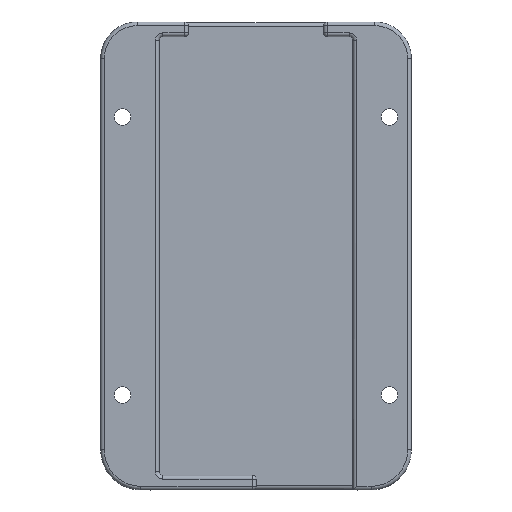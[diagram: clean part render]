
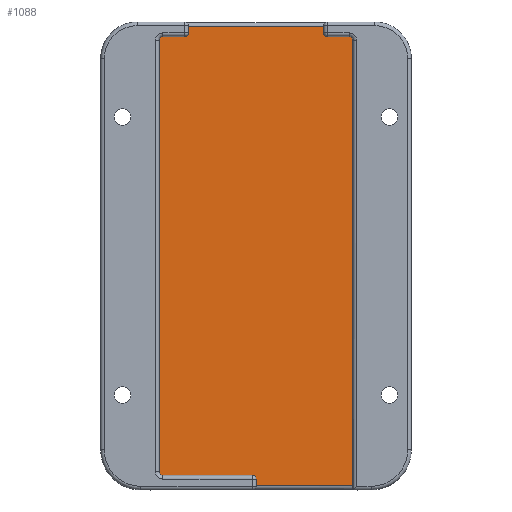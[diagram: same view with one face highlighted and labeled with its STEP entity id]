
A CAD part, front view. The second image highlights one B-rep face of the part: STEP entity #1088.
In plain terms, the highlighted planar face has unit normal (0, -1, 0).
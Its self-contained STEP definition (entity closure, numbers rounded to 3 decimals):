
#44 = CARTESIAN_POINT ( 'NONE',  ( 0., 74.5, 755.5 ) ) ;
#69 = DIRECTION ( 'NONE',  ( 0., 1., 0. ) ) ;
#82 = EDGE_CURVE ( 'NONE', #436, #1165, #3037, .T. ) ;
#91 = AXIS2_PLACEMENT_3D ( 'NONE', #1155, #2594, #911 ) ;
#107 = DIRECTION ( 'NONE',  ( 0., 0., -1. ) ) ;
#114 = CARTESIAN_POINT ( 'NONE',  ( 25.5, 74.5, 876.5 ) ) ;
#131 = AXIS2_PLACEMENT_3D ( 'NONE', #1184, #964, #1198 ) ;
#151 = EDGE_CURVE ( 'NONE', #2610, #1719, #2784, .T. ) ;
#157 = DIRECTION ( 'NONE',  ( 0., 1., 0. ) ) ;
#186 = CARTESIAN_POINT ( 'NONE',  ( -1., 74.5, 756.5 ) ) ;
#226 = CARTESIAN_POINT ( 'NONE',  ( 0., 74.5, 876.5 ) ) ;
#238 = VECTOR ( 'NONE', #2355, 1000. ) ;
#302 = EDGE_CURVE ( 'NONE', #1096, #1447, #1070, .T. ) ;
#308 = CARTESIAN_POINT ( 'NONE',  ( 18.5, 74.5, 0. ) ) ;
#323 = ORIENTED_EDGE ( 'NONE', *, *, #151, .F. ) ;
#325 = CARTESIAN_POINT ( 'NONE',  ( 26.5, 74.5, 875.5 ) ) ;
#358 = AXIS2_PLACEMENT_3D ( 'NONE', #1498, #69, #1047 ) ;
#374 = EDGE_CURVE ( 'NONE', #1035, #518, #2938, .T. ) ;
#390 = DIRECTION ( 'NONE',  ( 0., 0., 1. ) ) ;
#393 = DIRECTION ( 'NONE',  ( 0., 0., -1. ) ) ;
#418 = AXIS2_PLACEMENT_3D ( 'NONE', #1772, #2278, #390 ) ;
#436 = VERTEX_POINT ( 'NONE', #1008 ) ;
#444 = CIRCLE ( 'NONE', #843, 1. ) ;
#466 = ORIENTED_EDGE ( 'NONE', *, *, #2334, .T. ) ;
#518 = VERTEX_POINT ( 'NONE', #557 ) ;
#557 = CARTESIAN_POINT ( 'NONE',  ( -25.5, 74.5, 756.5 ) ) ;
#601 = CARTESIAN_POINT ( 'NONE',  ( 0., 74.5, 0. ) ) ;
#622 = FACE_OUTER_BOUND ( 'NONE', #2639, .T. ) ;
#676 = CARTESIAN_POINT ( 'NONE',  ( -18.5, 74.5, 879.328 ) ) ;
#688 = CARTESIAN_POINT ( 'NONE',  ( 0., 74.5, 876.5 ) ) ;
#713 = EDGE_CURVE ( 'NONE', #1462, #2153, #1667, .T. ) ;
#737 = CARTESIAN_POINT ( 'NONE',  ( -26.5, 74.5, 757.5 ) ) ;
#742 = AXIS2_PLACEMENT_3D ( 'NONE', #2028, #157, #2953 ) ;
#767 = EDGE_CURVE ( 'NONE', #1098, #2155, #887, .T. ) ;
#769 = VECTOR ( 'NONE', #1158, 1000. ) ;
#779 = ORIENTED_EDGE ( 'NONE', *, *, #767, .F. ) ;
#787 = EDGE_CURVE ( 'NONE', #1098, #1447, #960, .T. ) ;
#814 = EDGE_CURVE ( 'NONE', #436, #2153, #2656, .T. ) ;
#843 = AXIS2_PLACEMENT_3D ( 'NONE', #2922, #2493, #2214 ) ;
#871 = CARTESIAN_POINT ( 'NONE',  ( -26.5, 74.5, 875.5 ) ) ;
#878 = VERTEX_POINT ( 'NONE', #2799 ) ;
#887 = LINE ( 'NONE', #2032, #895 ) ;
#895 = VECTOR ( 'NONE', #393, 1000. ) ;
#903 = EDGE_CURVE ( 'NONE', #1971, #878, #1032, .T. ) ;
#911 = DIRECTION ( 'NONE',  ( 0., 0., 1. ) ) ;
#923 = DIRECTION ( 'NONE',  ( -1., 0., 0. ) ) ;
#960 = CIRCLE ( 'NONE', #91, 1. ) ;
#964 = DIRECTION ( 'NONE',  ( 0., -1., 0. ) ) ;
#969 = CARTESIAN_POINT ( 'NONE',  ( -18.5, 74.5, 879.328 ) ) ;
#1008 = CARTESIAN_POINT ( 'NONE',  ( 18.5, 74.5, 879.328 ) ) ;
#1032 = LINE ( 'NONE', #226, #2977 ) ;
#1033 = ORIENTED_EDGE ( 'NONE', *, *, #302, .F. ) ;
#1035 = VERTEX_POINT ( 'NONE', #737 ) ;
#1047 = DIRECTION ( 'NONE',  ( 0., 0., 1. ) ) ;
#1070 = LINE ( 'NONE', #688, #769 ) ;
#1076 = VECTOR ( 'NONE', #2811, 1000. ) ;
#1088 = ADVANCED_FACE ( 'NONE', ( #622 ), #1245, .F. ) ;
#1096 = VERTEX_POINT ( 'NONE', #2704 ) ;
#1098 = VERTEX_POINT ( 'NONE', #325 ) ;
#1124 = DIRECTION ( 'NONE',  ( 0., 0., 1. ) ) ;
#1144 = EDGE_CURVE ( 'NONE', #2713, #518, #1246, .T. ) ;
#1155 = CARTESIAN_POINT ( 'NONE',  ( 25.5, 74.5, 875.5 ) ) ;
#1158 = DIRECTION ( 'NONE',  ( 1., 0., 0. ) ) ;
#1165 = VERTEX_POINT ( 'NONE', #2135 ) ;
#1184 = CARTESIAN_POINT ( 'NONE',  ( -25.5, 74.5, 757.5 ) ) ;
#1198 = DIRECTION ( 'NONE',  ( 0., 0., 1. ) ) ;
#1218 = DIRECTION ( 'NONE',  ( 1., 0., 0. ) ) ;
#1245 = PLANE ( 'NONE',  #418 ) ;
#1246 = LINE ( 'NONE', #2081, #2433 ) ;
#1360 = CARTESIAN_POINT ( 'NONE',  ( 0., 74.5, 753.672 ) ) ;
#1373 = VECTOR ( 'NONE', #2602, 1000. ) ;
#1429 = CARTESIAN_POINT ( 'NONE',  ( 26.5, 74.5, 753.672 ) ) ;
#1446 = VECTOR ( 'NONE', #1124, 1000. ) ;
#1447 = VERTEX_POINT ( 'NONE', #114 ) ;
#1455 = CARTESIAN_POINT ( 'NONE',  ( -26.5, 74.5, 0. ) ) ;
#1456 = ORIENTED_EDGE ( 'NONE', *, *, #1988, .T. ) ;
#1462 = VERTEX_POINT ( 'NONE', #2708 ) ;
#1487 = ORIENTED_EDGE ( 'NONE', *, *, #787, .T. ) ;
#1498 = CARTESIAN_POINT ( 'NONE',  ( 19.5, 74.5, 877.5 ) ) ;
#1544 = ORIENTED_EDGE ( 'NONE', *, *, #2031, .F. ) ;
#1584 = CARTESIAN_POINT ( 'NONE',  ( -18.5, 74.5, 0. ) ) ;
#1621 = VECTOR ( 'NONE', #1812, 1000. ) ;
#1665 = ORIENTED_EDGE ( 'NONE', *, *, #814, .T. ) ;
#1667 = LINE ( 'NONE', #1584, #1446 ) ;
#1719 = VERTEX_POINT ( 'NONE', #44 ) ;
#1772 = CARTESIAN_POINT ( 'NONE',  ( 0., 74.5, 0. ) ) ;
#1812 = DIRECTION ( 'NONE',  ( 0., 0., 1. ) ) ;
#1834 = CARTESIAN_POINT ( 'NONE',  ( -19.5, 74.5, 877.5 ) ) ;
#1904 = AXIS2_PLACEMENT_3D ( 'NONE', #1834, #2997, #2540 ) ;
#1913 = VERTEX_POINT ( 'NONE', #871 ) ;
#1936 = ORIENTED_EDGE ( 'NONE', *, *, #2118, .T. ) ;
#1971 = VERTEX_POINT ( 'NONE', #2988 ) ;
#1988 = EDGE_CURVE ( 'NONE', #1462, #878, #2812, .T. ) ;
#2028 = CARTESIAN_POINT ( 'NONE',  ( -1., 74.5, 755.5 ) ) ;
#2031 = EDGE_CURVE ( 'NONE', #1035, #1913, #2249, .T. ) ;
#2032 = CARTESIAN_POINT ( 'NONE',  ( 26.5, 74.5, 0. ) ) ;
#2054 = ORIENTED_EDGE ( 'NONE', *, *, #1144, .F. ) ;
#2081 = CARTESIAN_POINT ( 'NONE',  ( 0., 74.5, 756.5 ) ) ;
#2115 = ORIENTED_EDGE ( 'NONE', *, *, #2563, .T. ) ;
#2118 = EDGE_CURVE ( 'NONE', #2610, #2155, #3010, .T. ) ;
#2135 = CARTESIAN_POINT ( 'NONE',  ( 18.5, 74.5, 877.5 ) ) ;
#2138 = CARTESIAN_POINT ( 'NONE',  ( 26.5, 74.5, 753.672 ) ) ;
#2153 = VERTEX_POINT ( 'NONE', #969 ) ;
#2155 = VERTEX_POINT ( 'NONE', #2138 ) ;
#2191 = VECTOR ( 'NONE', #107, 1000. ) ;
#2214 = DIRECTION ( 'NONE',  ( 0., 0., 1. ) ) ;
#2249 = LINE ( 'NONE', #1455, #1076 ) ;
#2278 = DIRECTION ( 'NONE',  ( 0., 1., 0. ) ) ;
#2293 = EDGE_CURVE ( 'NONE', #1096, #1165, #2328, .T. ) ;
#2328 = CIRCLE ( 'NONE', #358, 1. ) ;
#2334 = EDGE_CURVE ( 'NONE', #1971, #1913, #444, .T. ) ;
#2355 = DIRECTION ( 'NONE',  ( -1., 0., 0. ) ) ;
#2430 = ORIENTED_EDGE ( 'NONE', *, *, #2293, .T. ) ;
#2433 = VECTOR ( 'NONE', #923, 1000. ) ;
#2493 = DIRECTION ( 'NONE',  ( 0., -1., 0. ) ) ;
#2518 = ORIENTED_EDGE ( 'NONE', *, *, #374, .T. ) ;
#2540 = DIRECTION ( 'NONE',  ( 0., 0., 1. ) ) ;
#2563 = EDGE_CURVE ( 'NONE', #2713, #1719, #2759, .T. ) ;
#2594 = DIRECTION ( 'NONE',  ( 0., -1., 0. ) ) ;
#2602 = DIRECTION ( 'NONE',  ( 1., 0., 0. ) ) ;
#2610 = VERTEX_POINT ( 'NONE', #1360 ) ;
#2639 = EDGE_LOOP ( 'NONE', ( #323, #1936, #779, #1487, #1033, #2430, #3003, #1665, #2728, #1456, #2973, #466, #1544, #2518, #2054, #2115 ) ) ;
#2656 = LINE ( 'NONE', #676, #238 ) ;
#2704 = CARTESIAN_POINT ( 'NONE',  ( 19.5, 74.5, 876.5 ) ) ;
#2708 = CARTESIAN_POINT ( 'NONE',  ( -18.5, 74.5, 877.5 ) ) ;
#2713 = VERTEX_POINT ( 'NONE', #186 ) ;
#2728 = ORIENTED_EDGE ( 'NONE', *, *, #713, .F. ) ;
#2759 = CIRCLE ( 'NONE', #742, 1. ) ;
#2784 = LINE ( 'NONE', #601, #1621 ) ;
#2799 = CARTESIAN_POINT ( 'NONE',  ( -19.5, 74.5, 876.5 ) ) ;
#2811 = DIRECTION ( 'NONE',  ( 0., 0., 1. ) ) ;
#2812 = CIRCLE ( 'NONE', #1904, 1. ) ;
#2922 = CARTESIAN_POINT ( 'NONE',  ( -25.5, 74.5, 875.5 ) ) ;
#2938 = CIRCLE ( 'NONE', #131, 1. ) ;
#2953 = DIRECTION ( 'NONE',  ( 0., 0., 1. ) ) ;
#2973 = ORIENTED_EDGE ( 'NONE', *, *, #903, .F. ) ;
#2977 = VECTOR ( 'NONE', #1218, 1000. ) ;
#2988 = CARTESIAN_POINT ( 'NONE',  ( -25.5, 74.5, 876.5 ) ) ;
#2997 = DIRECTION ( 'NONE',  ( 0., 1., 0. ) ) ;
#3003 = ORIENTED_EDGE ( 'NONE', *, *, #82, .F. ) ;
#3010 = LINE ( 'NONE', #1429, #1373 ) ;
#3037 = LINE ( 'NONE', #308, #2191 ) ;
